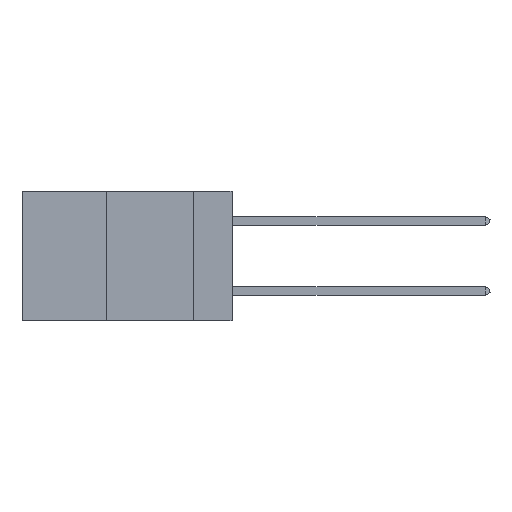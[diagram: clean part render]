
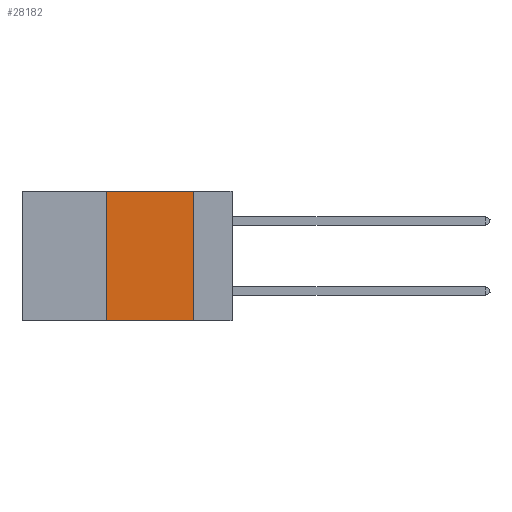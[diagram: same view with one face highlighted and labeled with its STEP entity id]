
A CAD part, left-side view. The second image highlights one B-rep face of the part: STEP entity #28182.
In plain terms, the highlighted planar face has unit normal (-1, 0, 0).
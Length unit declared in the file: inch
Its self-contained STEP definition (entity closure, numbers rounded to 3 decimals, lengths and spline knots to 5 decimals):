
#1660 = EDGE_CURVE ( 'NONE', #12740, #33149, #32088, .T. ) ;
#4298 = AXIS2_PLACEMENT_3D ( 'NONE', #33265, #33520, #25271 ) ;
#4524 = VECTOR ( 'NONE', #9666, 39.37008 ) ;
#6018 = EDGE_LOOP ( 'NONE', ( #6425, #22621, #11960, #31071 ) ) ;
#6250 = FACE_OUTER_BOUND ( 'NONE', #6018, .T. ) ;
#6425 = ORIENTED_EDGE ( 'NONE', *, *, #26392, .F. ) ;
#6861 = DIRECTION ( 'NONE',  ( 0., 0., -1. ) ) ;
#7215 = CARTESIAN_POINT ( 'NONE',  ( 0., 0.11, 0. ) ) ;
#7302 = VECTOR ( 'NONE', #6861, 39.37008 ) ;
#8319 = VECTOR ( 'NONE', #10418, 39.37008 ) ;
#9666 = DIRECTION ( 'NONE',  ( 0., -1., 0. ) ) ;
#10418 = DIRECTION ( 'NONE',  ( 0., 0., 1. ) ) ;
#11960 = ORIENTED_EDGE ( 'NONE', *, *, #16390, .F. ) ;
#12294 = VERTEX_POINT ( 'NONE', #30260 ) ;
#12740 = VERTEX_POINT ( 'NONE', #15879 ) ;
#14521 = LINE ( 'NONE', #7215, #7302 ) ;
#15879 = CARTESIAN_POINT ( 'NONE',  ( 0., 0.36, -0.37 ) ) ;
#16390 = EDGE_CURVE ( 'NONE', #12740, #18703, #28274, .T. ) ;
#16635 = CARTESIAN_POINT ( 'NONE',  ( 0., 0.11, -0.37 ) ) ;
#18703 = VERTEX_POINT ( 'NONE', #29435 ) ;
#19846 = DIRECTION ( 'NONE',  ( 0., -1., 0. ) ) ;
#22621 = ORIENTED_EDGE ( 'NONE', *, *, #27565, .F. ) ;
#22685 = PLANE ( 'NONE',  #4298 ) ;
#22834 = CARTESIAN_POINT ( 'NONE',  ( 0., 0.6, 0. ) ) ;
#22911 = LINE ( 'NONE', #22834, #28385 ) ;
#25271 = DIRECTION ( 'NONE',  ( 0., 0., -1. ) ) ;
#26392 = EDGE_CURVE ( 'NONE', #12294, #33149, #14521, .T. ) ;
#26667 = CARTESIAN_POINT ( 'NONE',  ( 0., 0.36, 0. ) ) ;
#27565 = EDGE_CURVE ( 'NONE', #18703, #12294, #22911, .T. ) ;
#28182 = ADVANCED_FACE ( 'NONE', ( #6250 ), #22685, .F. ) ;
#28274 = LINE ( 'NONE', #26667, #8319 ) ;
#28385 = VECTOR ( 'NONE', #19846, 39.37008 ) ;
#29435 = CARTESIAN_POINT ( 'NONE',  ( 0., 0.36, 0. ) ) ;
#30260 = CARTESIAN_POINT ( 'NONE',  ( 0., 0.11, 0. ) ) ;
#31071 = ORIENTED_EDGE ( 'NONE', *, *, #1660, .T. ) ;
#32088 = LINE ( 'NONE', #33943, #4524 ) ;
#33149 = VERTEX_POINT ( 'NONE', #16635 ) ;
#33265 = CARTESIAN_POINT ( 'NONE',  ( 0., 0.6, 0. ) ) ;
#33520 = DIRECTION ( 'NONE',  ( 1., 0., 0. ) ) ;
#33943 = CARTESIAN_POINT ( 'NONE',  ( 0., 0.6, -0.37 ) ) ;
